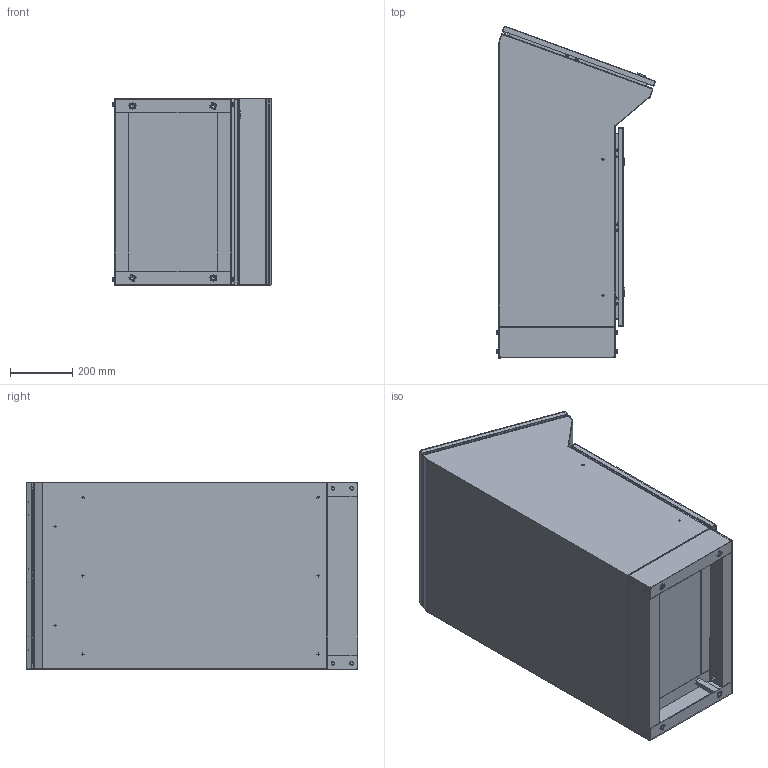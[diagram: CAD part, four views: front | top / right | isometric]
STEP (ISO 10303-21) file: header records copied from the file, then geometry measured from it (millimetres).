
FILE_DESCRIPTION(/* description */ (''),/* implementation_level */ '2;1');
FILE_NAME(/* name */ 'Шкаф SCS 60.96.40-04.stp',/* time_stamp */ '2023-10-05T16:47:42+03:00',/* author */ ('KBUser'),/* organization */ (''),/* preprocessor_version */ 'ST-DEVELOPER v16.13',/* originating_system */ 'Autodesk Inventor 2018',/* authorisation */ '');
FILE_SCHEMA (('AUTOMOTIVE_DESIGN { 1 0 10303 214 3 1 1 }'));
Products named in the file (1): Шкаф SCS 60.96.40.000-04_TOP_Shri
nkwrap_1
Bounding box: 511.48 x 1064.99 x 600.51 mm (x, y, z)
Volume: 6000118.1 mm3; surface area: 7239941.2 mm2
Topology: 338 solids, 338 shells, 4643 faces, 11802 edges, 7713 vertices
Faces by surface type: plane 2894, cylinder 1086, cone 468, bspline 173, torus 16, sphere 6
Full cylindrical faces by diameter (mm): 1 x36, 3.8 x176, 4.134 x22, 4.5 x12, 4.917 x36, 5 x40, 5.2 x12, 5.3 x12, 5.459 x8, 5.5 x26, 6 x74, 6.2 x2, 6.4 x28, 6.5 x8, 6.647 x12, 7 x8, 7.5 x18, 8 x22, 8.376 x4, 8.4 x12, 8.7 x8, 8.9 x8, 9 x6, 9.5 x22, 9.7 x2, 10 x4, 10.1 x4, 10.25 x4, 10.5 x4, 11 x8
Entity records: 160343 total; most frequent: CARTESIAN_POINT 51728, DIRECTION 20333, ORIENTED_EDGE 20260, EDGE_CURVE 10130, AXIS2_PLACEMENT_3D 7294, VERTEX_POINT 7249, EDGE_LOOP 6757, LINE 5745
